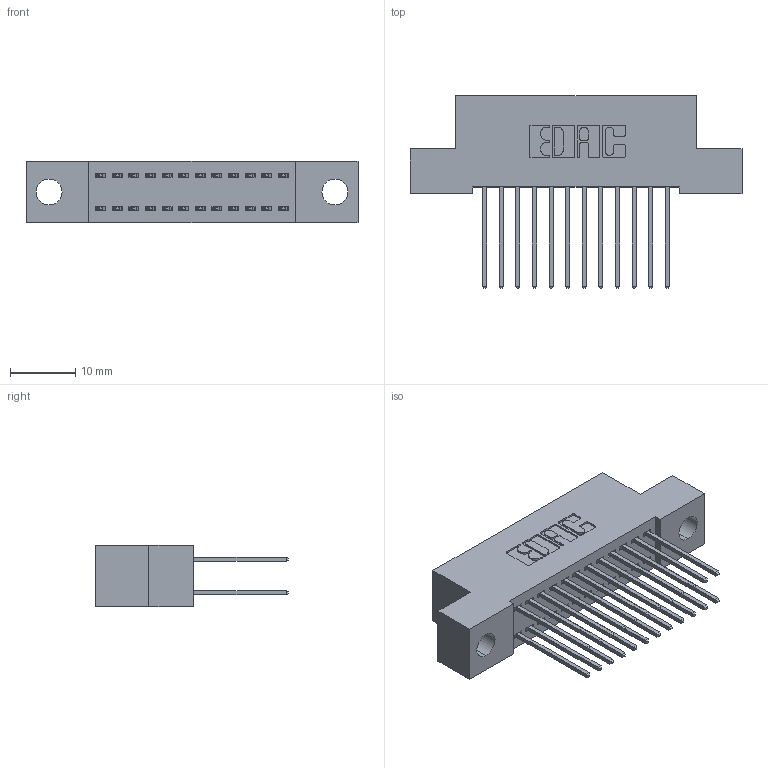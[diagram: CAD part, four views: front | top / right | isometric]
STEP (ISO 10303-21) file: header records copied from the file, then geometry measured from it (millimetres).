
FILE_DESCRIPTION (( 'STEP AP203' ), '1' );
FILE_NAME ('342-024-540-204.STEP', '2019-10-01T23:50:52', ( '' ), ( '' ), 'SwSTEP 2.0', 'SolidWorks 2016', '' );
FILE_SCHEMA (( 'CONFIG_CONTROL_DESIGN' ));
Length unit declared in the file: inch
Products named in the file (3): 345-292-001_345-293-140; 342-024-540-204; 342 Part_.156 TH
Assembly tree (25 placements, depth 2):
  342-024-540-204
    342 Part_.156 TH
    345-292-001_345-293-140  x24
Bounding box: 50.8 x 29.47 x 9.4 mm (x, y, z)
Volume: 4426.3 mm3; surface area: 6694.4 mm2
Topology: 25 solids, 25 shells, 1358 faces, 4019 edges, 2646 vertices
Faces by surface type: plane 930, cylinder 428
Entity records: 11489 total; most frequent: CARTESIAN_POINT 1938, ORIENTED_EDGE 1874, DIRECTION 1709, EDGE_CURVE 937, VECTOR 809, LINE 809, VERTEX_POINT 622, AXIS2_PLACEMENT_3D 450
